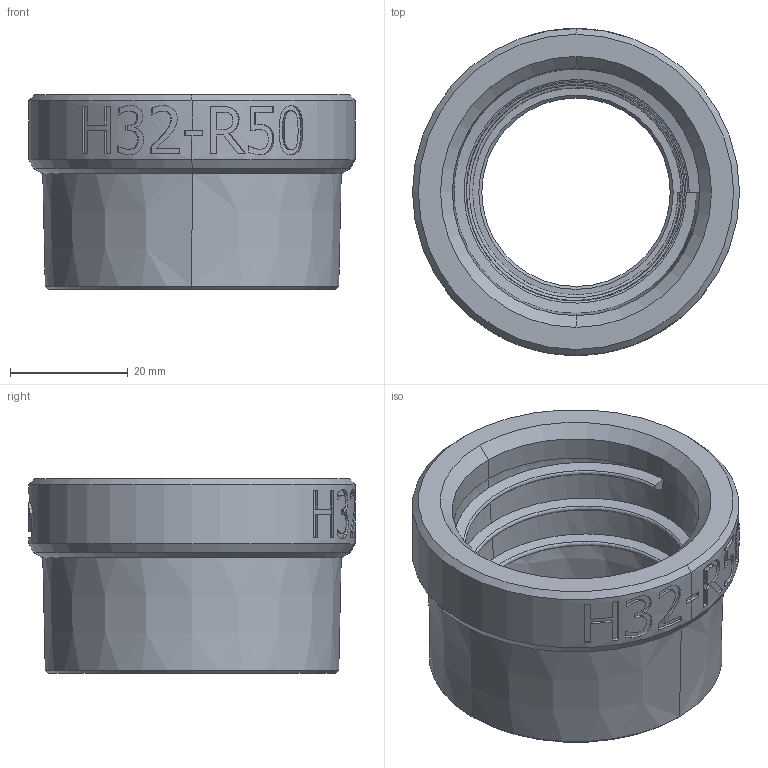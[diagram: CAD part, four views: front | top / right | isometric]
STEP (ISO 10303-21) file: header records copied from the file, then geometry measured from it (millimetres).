
FILE_DESCRIPTION(('CATIA V6 STEP','CAx-IF Rec.Pracs.--- Model Styling and Organization---1.5--- 2016-08-15','CAx-IF Rec.Pracs.---Supplemental Geometry---1.0---2011-11-01','CAx-IF Rec.Pracs.--- Composite Materials ---1.1---2010-07-15'),'2;1');
FILE_NAME('H32_R50_Zyclone.stp','2020-08-25T18:48:51+00:00',('none'),('none'),'3DEXPERIENCE Platform3DEXPERIENCE R2021x HotFix 1.5','3DEXPERIENCE Platform STEP AP214 v2','none');
FILE_SCHEMA(('AUTOMOTIVE_DESIGN { 1 0 10303 214 1 1 1 1 }'));
Length unit declared in the file: millimetre
Products named in the file (1): H32_R50_Zyclone
Bounding box: 55.5 x 55.5 x 33 mm (x, y, z)
Volume: 29536.7 mm3; surface area: 13018.5 mm2
Topology: 1 solids, 1 shells, 230 faces, 750 edges, 533 vertices
Faces by surface type: bspline 136, plane 52, cone 24, cylinder 18
Entity records: 22421 total; most frequent: CARTESIAN_POINT 17421, ORIENTED_EDGE 1500, EDGE_CURVE 750, B_SPLINE_CURVE_WITH_KNOTS 562, VERTEX_POINT 533, DIRECTION 294, EDGE_LOOP 243, ADVANCED_FACE 230
